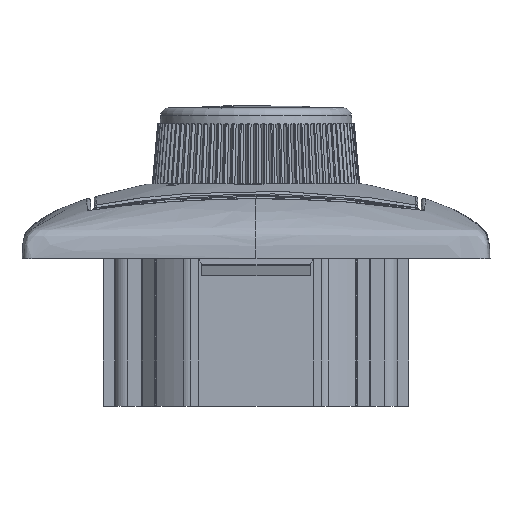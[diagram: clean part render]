
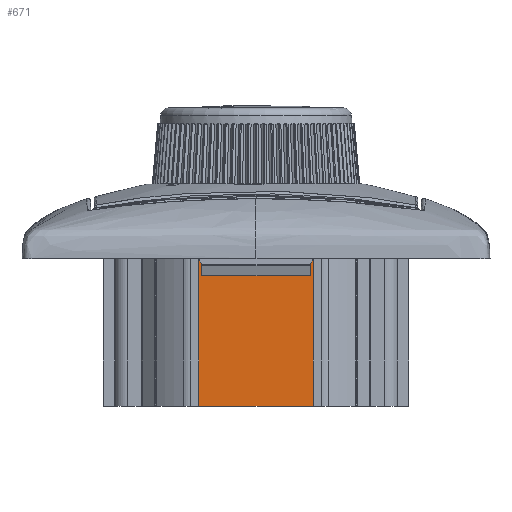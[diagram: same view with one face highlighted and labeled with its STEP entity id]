
A CAD part, front view. The second image highlights one B-rep face of the part: STEP entity #671.
In plain terms, the highlighted planar face has unit normal (0, -1, 0).
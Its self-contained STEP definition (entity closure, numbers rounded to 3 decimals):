
#671=ADVANCED_FACE('',(#16908),#16910,.T.);
#16908=FACE_BOUND('',#16909,.T.);
#16909=EDGE_LOOP('',(#21329,#21330,#21331,#21332,#21333,#21334,#21335,#21336));
#16910=PLANE('',#16911);
#16911=AXIS2_PLACEMENT_3D('',#16912,#16913,#16914);
#16912=CARTESIAN_POINT('',(10.07,-24.713,-1.));
#16913=DIRECTION('',(0.,-1.,0.));
#16914=DIRECTION('',(-1.,0.,0.));
#21329=ORIENTED_EDGE('',*,*,#34091,.T.);
#21330=ORIENTED_EDGE('',*,*,#33980,.T.);
#21331=ORIENTED_EDGE('',*,*,#34090,.F.);
#21332=ORIENTED_EDGE('',*,*,#33984,.F.);
#21333=ORIENTED_EDGE('',*,*,#34092,.T.);
#21334=ORIENTED_EDGE('',*,*,#34093,.T.);
#21335=ORIENTED_EDGE('',*,*,#34094,.T.);
#21336=ORIENTED_EDGE('',*,*,#34095,.T.);
#33980=EDGE_CURVE('',#37778,#37936,#37938,.T.);
#33984=EDGE_CURVE('',#37780,#37944,#37945,.T.);
#34090=EDGE_CURVE('',#37944,#37936,#38104,.T.);
#34091=EDGE_CURVE('',#38105,#37778,#38106,.T.);
#34092=EDGE_CURVE('',#37780,#38107,#38108,.T.);
#34093=EDGE_CURVE('',#38107,#38109,#38110,.T.);
#34094=EDGE_CURVE('',#38109,#38111,#38112,.F.);
#34095=EDGE_CURVE('',#38111,#38105,#38113,.T.);
#37778=VERTEX_POINT('',#60200);
#37780=VERTEX_POINT('',#60204);
#37936=VERTEX_POINT('',#60764);
#37938=LINE('',#60768,#60769);
#37944=VERTEX_POINT('',#60782);
#37945=LINE('',#60783,#60784);
#38104=LINE('',#61210,#61211);
#38105=VERTEX_POINT('',#61213);
#38106=LINE('',#61214,#61215);
#38107=VERTEX_POINT('',#61217);
#38108=LINE('',#61218,#61219);
#38109=VERTEX_POINT('',#61221);
#38110=LINE('',#61222,#61223);
#38111=VERTEX_POINT('',#61225);
#38112=LINE('',#61226,#61227);
#38113=LINE('',#61229,#61230);
#60200=CARTESIAN_POINT('',(-10.07,-24.713,-1.));
#60204=CARTESIAN_POINT('',(10.07,-24.713,-1.));
#60764=CARTESIAN_POINT('',(-10.07,-24.713,-26.85));
#60768=CARTESIAN_POINT('',(-10.07,-24.713,-1.));
#60769=VECTOR('',#60770,1.);
#60770=DIRECTION('',(0.,0.,-1.));
#60782=CARTESIAN_POINT('',(10.07,-24.713,-26.85));
#60783=CARTESIAN_POINT('',(10.07,-24.713,-1.));
#60784=VECTOR('',#60785,1.);
#60785=DIRECTION('',(0.,0.,-1.));
#61210=CARTESIAN_POINT('',(10.07,-24.713,-26.85));
#61211=VECTOR('',#61212,1.);
#61212=DIRECTION('',(-1.,0.,0.));
#61213=CARTESIAN_POINT('',(-9.499,-24.713,-2.));
#61214=CARTESIAN_POINT('',(-9.499,-24.713,-2.));
#61215=VECTOR('',#61216,1.);
#61216=DIRECTION('',(-0.496,0.,0.869));
#61217=CARTESIAN_POINT('',(9.499,-24.713,-2.));
#61218=CARTESIAN_POINT('',(10.07,-24.713,-1.));
#61219=VECTOR('',#61220,1.);
#61220=DIRECTION('',(-0.496,0.,-0.869));
#61221=CARTESIAN_POINT('',(9.482,-24.713,-4.));
#61222=CARTESIAN_POINT('',(9.499,-24.713,-2.));
#61223=VECTOR('',#61224,1.);
#61224=DIRECTION('',(-0.009,0.,-1.));
#61225=CARTESIAN_POINT('',(-9.482,-24.713,-4.));
#61226=CARTESIAN_POINT('',(-9.482,-24.713,-4.));
#61227=VECTOR('',#61228,1.);
#61228=DIRECTION('',(1.,0.,0.));
#61229=CARTESIAN_POINT('',(-9.482,-24.713,-4.));
#61230=VECTOR('',#61231,1.);
#61231=DIRECTION('',(-0.009,0.,1.));
